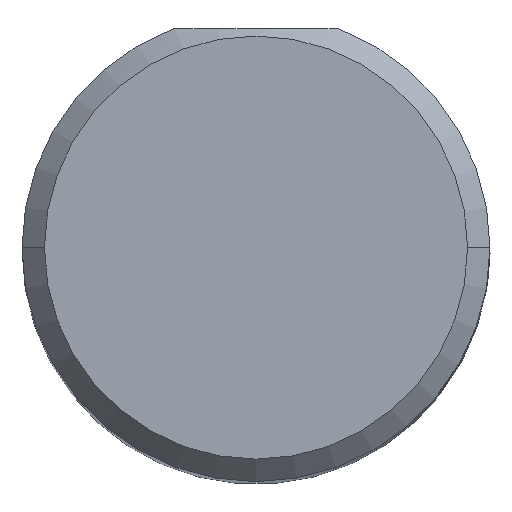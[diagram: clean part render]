
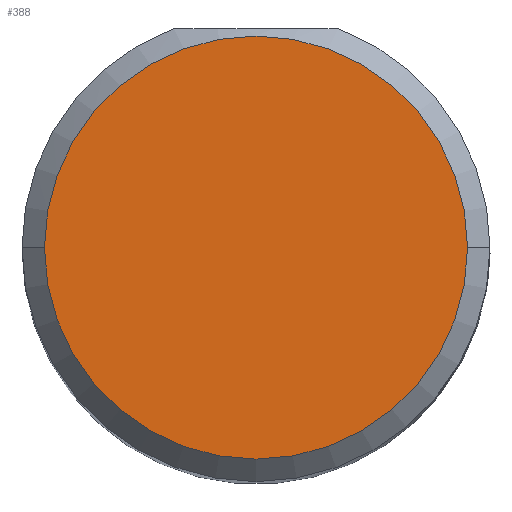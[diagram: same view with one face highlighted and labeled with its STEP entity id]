
A CAD part, top view. The second image highlights one B-rep face of the part: STEP entity #388.
In plain terms, the highlighted planar face has unit normal (0, 0, 1).
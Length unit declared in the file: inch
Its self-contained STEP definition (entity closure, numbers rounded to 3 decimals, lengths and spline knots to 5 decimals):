
#37 = CARTESIAN_POINT ( 'NONE',  ( 0., 0., 2.5 ) ) ;
#84 = DIRECTION ( 'NONE',  ( 1., 0., 0. ) ) ;
#87 = DIRECTION ( 'NONE',  ( 0., 0., 1. ) ) ;
#109 = CARTESIAN_POINT ( 'NONE',  ( -0.14125, 0., 2.5 ) ) ;
#114 = ORIENTED_EDGE ( 'NONE', *, *, #416, .T. ) ;
#204 = AXIS2_PLACEMENT_3D ( 'NONE', #329, #87, #250 ) ;
#228 = ORIENTED_EDGE ( 'NONE', *, *, #456, .T. ) ;
#240 = VERTEX_POINT ( 'NONE', #109 ) ;
#246 = DIRECTION ( 'NONE',  ( 0., 0., 1. ) ) ;
#250 = DIRECTION ( 'NONE',  ( 1., 0., 0. ) ) ;
#282 = AXIS2_PLACEMENT_3D ( 'NONE', #317, #246, #84 ) ;
#312 = CARTESIAN_POINT ( 'NONE',  ( 0.14125, 0., 2.5 ) ) ;
#317 = CARTESIAN_POINT ( 'NONE',  ( 0., 0., 2.5 ) ) ;
#329 = CARTESIAN_POINT ( 'NONE',  ( 0., 0., 2.5 ) ) ;
#365 = DIRECTION ( 'NONE',  ( 0., 0., 1. ) ) ;
#369 = CIRCLE ( 'NONE', #204, 0.14125 ) ;
#388 = ADVANCED_FACE ( 'NONE', ( #446 ), #487, .T. ) ;
#405 = AXIS2_PLACEMENT_3D ( 'NONE', #37, #365, #523 ) ;
#416 = EDGE_CURVE ( 'NONE', #521, #240, #369, .T. ) ;
#436 = CIRCLE ( 'NONE', #405, 0.14125 ) ;
#446 = FACE_OUTER_BOUND ( 'NONE', #508, .T. ) ;
#456 = EDGE_CURVE ( 'NONE', #240, #521, #436, .T. ) ;
#487 = PLANE ( 'NONE',  #282 ) ;
#508 = EDGE_LOOP ( 'NONE', ( #228, #114 ) ) ;
#521 = VERTEX_POINT ( 'NONE', #312 ) ;
#523 = DIRECTION ( 'NONE',  ( 1., 0., 0. ) ) ;
